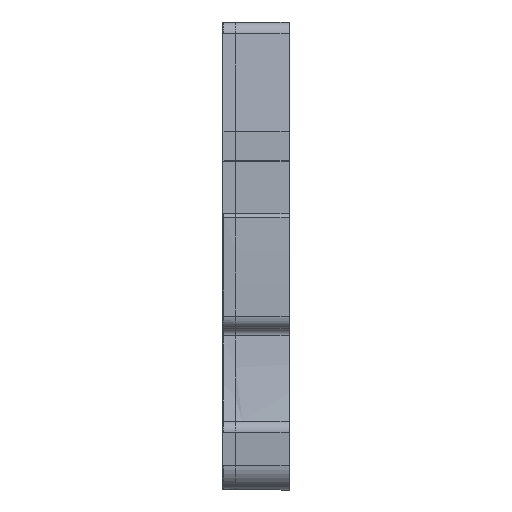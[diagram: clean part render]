
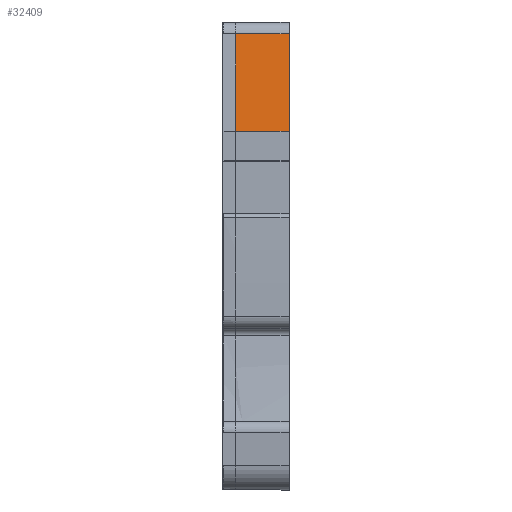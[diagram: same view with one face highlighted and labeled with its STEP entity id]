
A CAD part, front view. The second image highlights one B-rep face of the part: STEP entity #32409.
In plain terms, the highlighted planar face has unit normal (0, -0.996, 0.087).
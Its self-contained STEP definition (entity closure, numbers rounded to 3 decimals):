
#1874=AXIS2_PLACEMENT_3D('Plane Axis2P3D',#1871,#1872,#1873) ;
#1871=CARTESIAN_POINT('Axis2P3D Location',(2.8,1.922,27.7)) ;
#28511=CARTESIAN_POINT('Vertex',(5.1,2.582,35.237)) ;
#28514=CARTESIAN_POINT('Line Origine',(5.1,2.252,31.469)) ;
#28518=CARTESIAN_POINT('Vertex',(5.1,1.922,27.7)) ;
#32384=CARTESIAN_POINT('Line Origine',(3.05,1.922,27.7)) ;
#32388=CARTESIAN_POINT('Vertex',(1.,1.922,27.7)) ;
#32391=CARTESIAN_POINT('Line Origine',(3.05,2.582,35.237)) ;
#32395=CARTESIAN_POINT('Vertex',(1.,2.582,35.237)) ;
#32398=CARTESIAN_POINT('Line Origine',(1.,2.252,31.469)) ;
#1872=DIRECTION('Axis2P3D Direction',(0.,-0.996,0.087)) ;
#1873=DIRECTION('Axis2P3D XDirection',(0.,0.087,0.996)) ;
#28515=DIRECTION('Vector Direction',(0.,0.087,0.996)) ;
#32385=DIRECTION('Vector Direction',(-1.,0.,0.)) ;
#32392=DIRECTION('Vector Direction',(-1.,0.,0.)) ;
#32399=DIRECTION('Vector Direction',(0.,0.087,0.996)) ;
#28516=VECTOR('Line Direction',#28515,1.) ;
#32386=VECTOR('Line Direction',#32385,1.) ;
#32393=VECTOR('Line Direction',#32392,1.) ;
#32400=VECTOR('Line Direction',#32399,1.) ;
#32404=ORIENTED_EDGE('',*,*,#32390,.F.) ;
#32405=ORIENTED_EDGE('',*,*,#28520,.T.) ;
#32406=ORIENTED_EDGE('',*,*,#32397,.T.) ;
#32407=ORIENTED_EDGE('',*,*,#32402,.F.) ;
#32409=ADVANCED_FACE('77306_MLD_APGTB_2-5_PE_4C-4',(#32408),#1875,.T.) ;
#28520=EDGE_CURVE('',#28519,#28512,#28517,.T.) ;
#32390=EDGE_CURVE('',#28519,#32389,#32387,.T.) ;
#32397=EDGE_CURVE('',#28512,#32396,#32394,.T.) ;
#32402=EDGE_CURVE('',#32389,#32396,#32401,.T.) ;
#32403=EDGE_LOOP('',(#32404,#32405,#32406,#32407)) ;
#32408=FACE_OUTER_BOUND('',#32403,.T.) ;
#28517=LINE('Line',#28514,#28516) ;
#32387=LINE('Line',#32384,#32386) ;
#32394=LINE('Line',#32391,#32393) ;
#32401=LINE('Line',#32398,#32400) ;
#1875=PLANE('',#1874) ;
#28512=VERTEX_POINT('',#28511) ;
#28519=VERTEX_POINT('',#28518) ;
#32389=VERTEX_POINT('',#32388) ;
#32396=VERTEX_POINT('',#32395) ;
